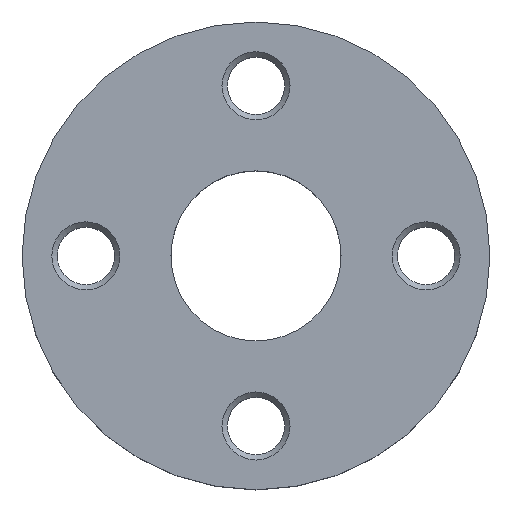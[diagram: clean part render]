
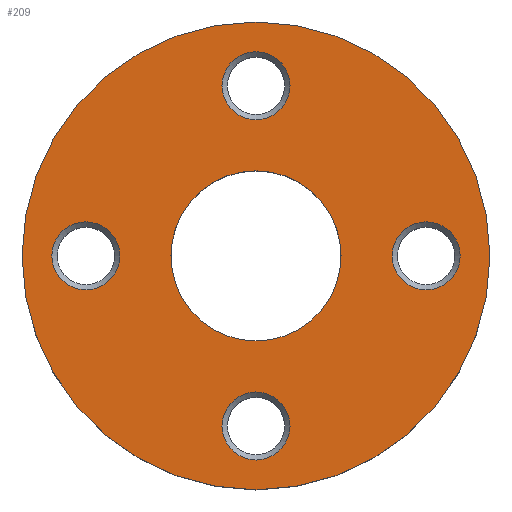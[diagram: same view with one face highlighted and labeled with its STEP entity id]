
A CAD part, top view. The second image highlights one B-rep face of the part: STEP entity #209.
In plain terms, the highlighted planar face has unit normal (0, 0, 1).
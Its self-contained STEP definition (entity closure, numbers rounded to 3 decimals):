
#27=FACE_BOUND($,#68,.T.);
#28=FACE_BOUND($,#69,.T.);
#29=FACE_BOUND($,#70,.T.);
#30=FACE_BOUND($,#71,.T.);
#31=FACE_BOUND($,#72,.T.);
#51=FACE_OUTER_BOUND($,#67,.T.);
#67=EDGE_LOOP($,(#167));
#68=EDGE_LOOP($,(#168));
#69=EDGE_LOOP($,(#169));
#70=EDGE_LOOP($,(#170));
#71=EDGE_LOOP($,(#171));
#72=EDGE_LOOP($,(#172));
#107=CIRCLE($,#229,11.);
#108=CIRCLE($,#230,4.);
#109=CIRCLE($,#231,1.6);
#110=CIRCLE($,#232,1.6);
#111=CIRCLE($,#233,1.6);
#112=CIRCLE($,#234,1.6);
#127=VERTEX_POINT($,#340);
#128=VERTEX_POINT($,#342);
#129=VERTEX_POINT($,#344);
#130=VERTEX_POINT($,#346);
#131=VERTEX_POINT($,#348);
#132=VERTEX_POINT($,#350);
#147=EDGE_CURVE($,#127,#127,#107,.T.);
#148=EDGE_CURVE($,#128,#128,#108,.T.);
#149=EDGE_CURVE($,#129,#129,#109,.T.);
#150=EDGE_CURVE($,#130,#130,#110,.T.);
#151=EDGE_CURVE($,#131,#131,#111,.T.);
#152=EDGE_CURVE($,#132,#132,#112,.T.);
#167=ORIENTED_EDGE($,*,*,#147,.T.);
#168=ORIENTED_EDGE($,*,*,#148,.T.);
#169=ORIENTED_EDGE($,*,*,#149,.T.);
#170=ORIENTED_EDGE($,*,*,#150,.T.);
#171=ORIENTED_EDGE($,*,*,#151,.T.);
#172=ORIENTED_EDGE($,*,*,#152,.T.);
#207=PLANE($,#228);
#209=ADVANCED_FACE($,(#51,#27,#28,#29,#30,#31),#207,.T.);
#228=AXIS2_PLACEMENT_3D($,#339,#266,#267);
#229=AXIS2_PLACEMENT_3D($,#341,#268,#269);
#230=AXIS2_PLACEMENT_3D($,#343,#270,#271);
#231=AXIS2_PLACEMENT_3D($,#345,#272,#273);
#232=AXIS2_PLACEMENT_3D($,#347,#274,#275);
#233=AXIS2_PLACEMENT_3D($,#349,#276,#277);
#234=AXIS2_PLACEMENT_3D($,#351,#278,#279);
#266=DIRECTION('center_axis',(0.,0.,1.));
#267=DIRECTION('ref_axis',(1.,0.,0.));
#268=DIRECTION('center_axis',(0.,0.,1.));
#269=DIRECTION('ref_axis',(1.,0.,0.));
#270=DIRECTION('center_axis',(0.,0.,-1.));
#271=DIRECTION('ref_axis',(-1.,0.,0.));
#272=DIRECTION('center_axis',(0.,0.,-1.));
#273=DIRECTION('ref_axis',(1.,0.,0.));
#274=DIRECTION('center_axis',(0.,0.,-1.));
#275=DIRECTION('ref_axis',(1.,0.,0.));
#276=DIRECTION('center_axis',(0.,0.,-1.));
#277=DIRECTION('ref_axis',(1.,0.,0.));
#278=DIRECTION('center_axis',(0.,0.,-1.));
#279=DIRECTION('ref_axis',(1.,0.,0.));
#339=CARTESIAN_POINT('Origin',(0.,0.,0.));
#340=CARTESIAN_POINT('',(11.,0.,0.));
#341=CARTESIAN_POINT('Origin',(0.,0.,0.));
#342=CARTESIAN_POINT('',(-4.,0.,0.));
#343=CARTESIAN_POINT('Origin',(0.,0.,0.));
#344=CARTESIAN_POINT('',(1.6,8.,0.));
#345=CARTESIAN_POINT('Origin',(0.,8.,0.));
#346=CARTESIAN_POINT('',(-6.4,0.,0.));
#347=CARTESIAN_POINT('Origin',(-8.,0.,0.));
#348=CARTESIAN_POINT('',(9.6,0.,0.));
#349=CARTESIAN_POINT('Origin',(8.,0.,0.));
#350=CARTESIAN_POINT('',(1.6,-8.,0.));
#351=CARTESIAN_POINT('Origin',(0.,-8.,0.));
